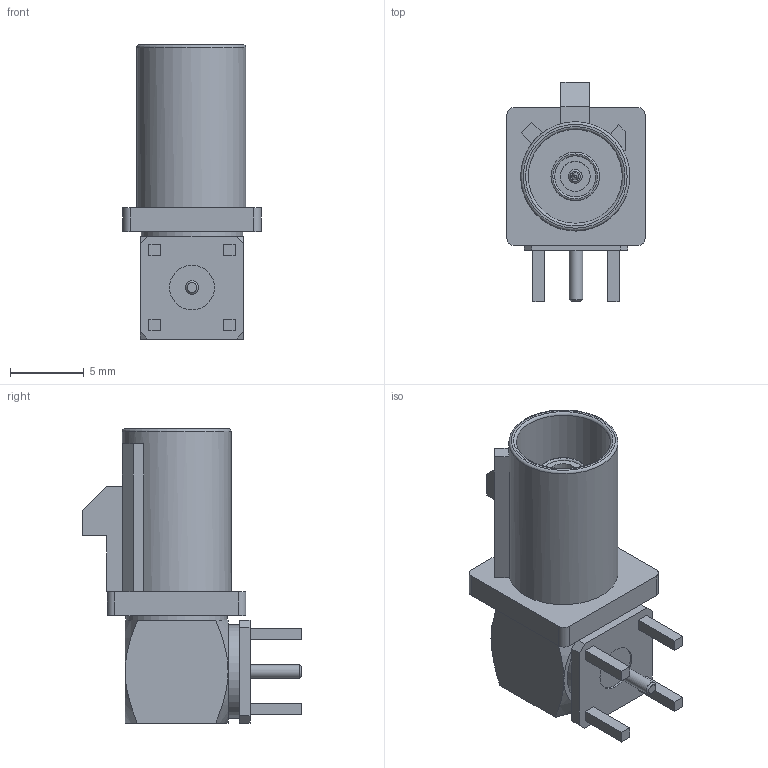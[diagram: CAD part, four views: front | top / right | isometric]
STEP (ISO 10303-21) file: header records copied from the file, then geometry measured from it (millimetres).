
FILE_DESCRIPTION (( 'STEP AP203' ), '1' );
FILE_NAME ('PE44651B_3D.step', '2021-03-08T22:18:28', ( '' ), ( '' ), 'SwSTEP 2.0', 'SolidWorks 2020', '' );
FILE_SCHEMA (( 'CONFIG_CONTROL_DESIGN' ));
Length unit declared in the file: inch
Products named in the file (1): PE44651B_3D
Bounding box: 9.4 x 14.9 x 20.01 mm (x, y, z)
Volume: 870.2 mm3; surface area: 1133.2 mm2
Topology: 1 solids, 1 shells, 96 faces, 224 edges, 145 vertices
Faces by surface type: plane 67, cylinder 14, cone 11, torus 4
Full cylindrical faces by diameter (mm): 0.48 x1, 0.914 x1, 0.94 x1, 2.032 x1, 3.048 x1, 3.302 x1, 6.35 x1, 6.401 x1, 6.883 x1, 7.417 x1
Entity records: 2725 total; most frequent: CARTESIAN_POINT 535, DIRECTION 428, ORIENTED_EDGE 404, EDGE_CURVE 202, AXIS2_PLACEMENT_3D 145, VERTEX_POINT 140, VECTOR 138, LINE 138
